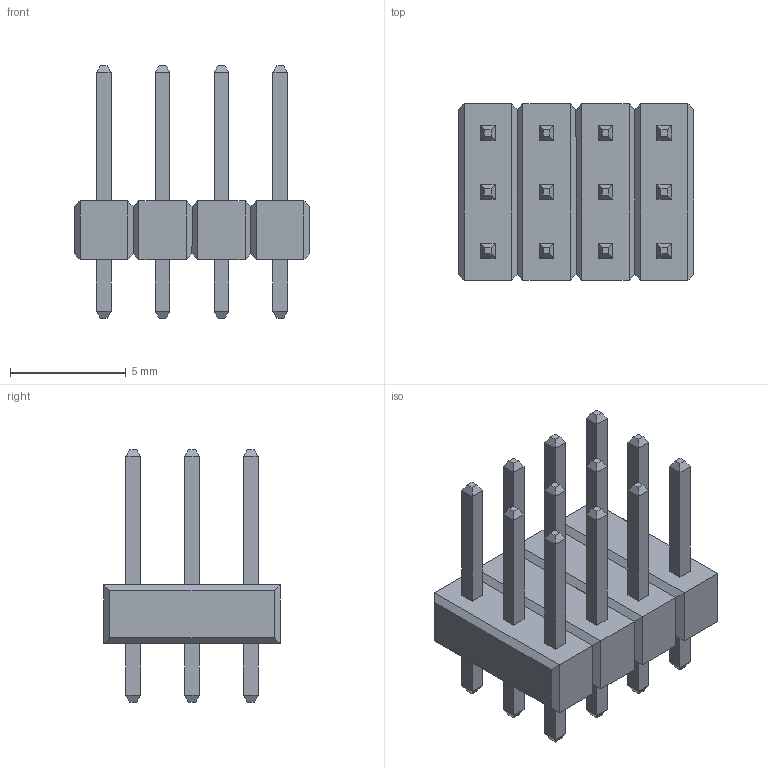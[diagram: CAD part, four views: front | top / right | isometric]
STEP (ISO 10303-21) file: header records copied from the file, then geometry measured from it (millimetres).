
FILE_DESCRIPTION (( 'STEP AP214' ), '1' );
FILE_NAME ('TSW-104-07-x-T.STEP', '2022-07-06T12:16:22', ( '' ), ( '' ), 'SwSTEP 2.0', 'SolidWorks 2018', '' );
FILE_SCHEMA (( 'AUTOMOTIVE_DESIGN' ));
Length unit declared in the file: millimetre
Products named in the file (1): TSW-104-07-x-T
Bounding box: 10.16 x 7.62 x 10.92 mm (x, y, z)
Volume: 231 mm3; surface area: 494.3 mm2
Topology: 1 solids, 1 shells, 266 faces, 580 edges, 340 vertices
Faces by surface type: plane 266
Entity records: 9884 total; most frequent: CARTESIAN_POINT 1187, ORIENTED_EDGE 1160, DIRECTION 1114, VECTOR 580, EDGE_CURVE 580, LINE 580, VERTEX_POINT 340, EDGE_LOOP 290
